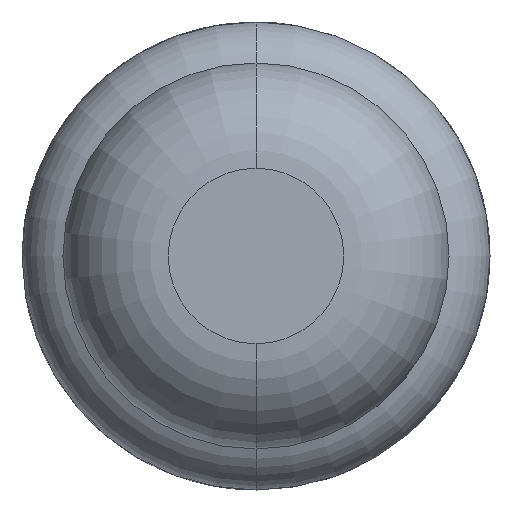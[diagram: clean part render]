
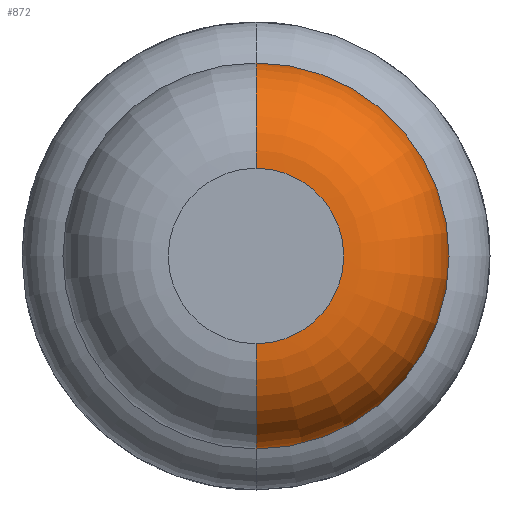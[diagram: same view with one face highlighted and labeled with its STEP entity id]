
A CAD part, front view. The second image highlights one B-rep face of the part: STEP entity #872.
In plain terms, the highlighted toroidal (fillet/blend) face has major radius 0.375 mm and minor radius 0.45 mm.
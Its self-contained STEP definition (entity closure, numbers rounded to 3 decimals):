
#69 = CARTESIAN_POINT ( 'NONE',  ( 0., -26., 0.375 ) ) ;
#75 = DIRECTION ( 'NONE',  ( 0., 0., 1. ) ) ;
#104 = DIRECTION ( 'NONE',  ( -1., 0., 0. ) ) ;
#133 = VERTEX_POINT ( 'NONE', #3721 ) ;
#148 = ORIENTED_EDGE ( 'NONE', *, *, #3204, .T. ) ;
#233 = CARTESIAN_POINT ( 'NONE',  ( 0., -25.55, 0.825 ) ) ;
#268 = AXIS2_PLACEMENT_3D ( 'NONE', #1071, #2224, #3378 ) ;
#312 = AXIS2_PLACEMENT_3D ( 'NONE', #3564, #2349, #75 ) ;
#536 = DIRECTION ( 'NONE',  ( 0., 0., 1. ) ) ;
#872 = ADVANCED_FACE ( 'Defeature ausgef�hrt3_7', ( #3581 ), #3486, .T. ) ;
#1018 = ORIENTED_EDGE ( 'NONE', *, *, #1723, .T. ) ;
#1071 = CARTESIAN_POINT ( 'NONE',  ( 0., -25.55, -0.375 ) ) ;
#1119 = EDGE_CURVE ( 'NONE', #1503, #1784, #2057, .T. ) ;
#1172 = ORIENTED_EDGE ( 'NONE', *, *, #1119, .F. ) ;
#1404 = AXIS2_PLACEMENT_3D ( 'NONE', #3509, #2346, #1770 ) ;
#1463 = EDGE_LOOP ( 'NONE', ( #1018, #148, #2874, #1172 ) ) ;
#1503 = VERTEX_POINT ( 'NONE', #69 ) ;
#1570 = CIRCLE ( 'NONE', #312, 0.825 ) ;
#1723 = EDGE_CURVE ( 'Defeature ausgef�hrt3_7+Defeature ausgef�hrt3_6+Defeature ausgef�hrt3_6+Defeature ausgef�hrt3_6', #1503, #133, #3295, .T. ) ;
#1770 = DIRECTION ( 'NONE',  ( 0., 0., 1. ) ) ;
#1784 = VERTEX_POINT ( 'NONE', #233 ) ;
#2057 = CIRCLE ( 'NONE', #3405, 0.45 ) ;
#2224 = DIRECTION ( 'NONE',  ( 1., 0., 0. ) ) ;
#2346 = DIRECTION ( 'NONE',  ( 0., 1., 0. ) ) ;
#2349 = DIRECTION ( 'NONE',  ( 0., 1., 0. ) ) ;
#2578 = EDGE_CURVE ( 'Defeature ausgef�hrt3_8+Defeature ausgef�hrt3_7+Defeature ausgef�hrt3_7+Defeature ausgef�hrt3_7', #1784, #3165, #1570, .T. ) ;
#2753 = CARTESIAN_POINT ( 'NONE',  ( 0., -25.55, -0.825 ) ) ;
#2874 = ORIENTED_EDGE ( 'NONE', *, *, #2578, .F. ) ;
#3002 = CIRCLE ( 'NONE', #268, 0.45 ) ;
#3165 = VERTEX_POINT ( 'NONE', #2753 ) ;
#3204 = EDGE_CURVE ( 'NONE', #133, #3165, #3002, .T. ) ;
#3295 = CIRCLE ( 'NONE', #3381, 0.375 ) ;
#3378 = DIRECTION ( 'NONE',  ( 0., 0., -1. ) ) ;
#3381 = AXIS2_PLACEMENT_3D ( 'NONE', #3436, #3425, #536 ) ;
#3405 = AXIS2_PLACEMENT_3D ( 'NONE', #3568, #104, #3583 ) ;
#3425 = DIRECTION ( 'NONE',  ( 0., 1., 0. ) ) ;
#3436 = CARTESIAN_POINT ( 'NONE',  ( 0., -26., 0. ) ) ;
#3486 = TOROIDAL_SURFACE ( 'NONE', #1404, 0.375, 0.45 ) ;
#3509 = CARTESIAN_POINT ( 'NONE',  ( 0., -25.55, 0. ) ) ;
#3564 = CARTESIAN_POINT ( 'NONE',  ( 0., -25.55, 0. ) ) ;
#3568 = CARTESIAN_POINT ( 'NONE',  ( 0., -25.55, 0.375 ) ) ;
#3581 = FACE_OUTER_BOUND ( 'NONE', #1463, .T. ) ;
#3583 = DIRECTION ( 'NONE',  ( 0., 0., 1. ) ) ;
#3721 = CARTESIAN_POINT ( 'NONE',  ( 0., -26., -0.375 ) ) ;
